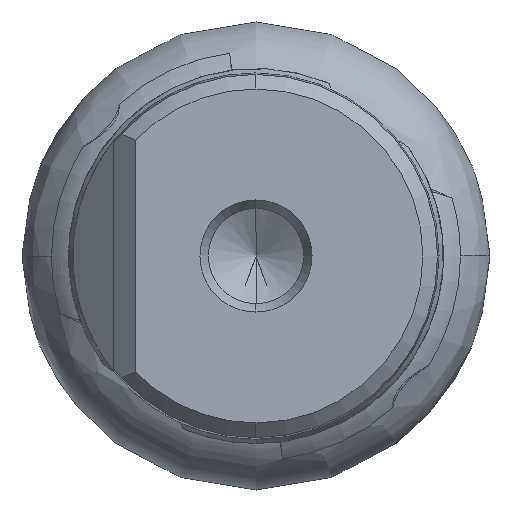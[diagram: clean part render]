
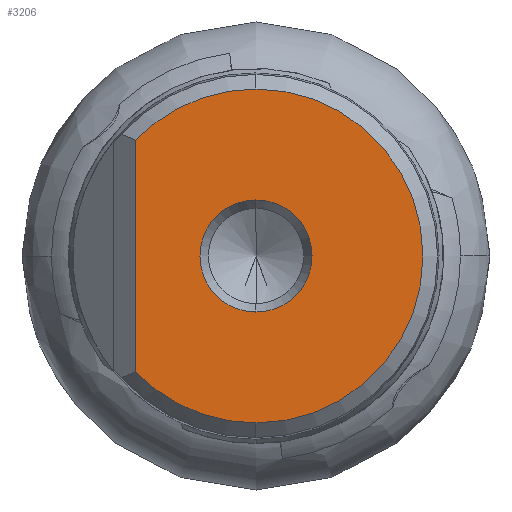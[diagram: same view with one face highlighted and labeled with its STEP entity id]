
A CAD part, left-side view. The second image highlights one B-rep face of the part: STEP entity #3206.
In plain terms, the highlighted planar face has unit normal (-1, 0, 0).
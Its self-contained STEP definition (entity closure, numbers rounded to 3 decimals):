
#308 = CARTESIAN_POINT ( 'NONE',  ( -98.75, 0., -3.827 ) ) ;
#495 = CARTESIAN_POINT ( 'NONE',  ( -98.75, 0., 11.4 ) ) ;
#521 = AXIS2_PLACEMENT_3D ( 'NONE', #3239, #3221, #1494 ) ;
#625 = CIRCLE ( 'NONE', #1163, 3.827 ) ;
#741 = EDGE_CURVE ( 'NONE', #2779, #3446, #625, .T. ) ;
#806 = ORIENTED_EDGE ( 'NONE', *, *, #860, .T. ) ;
#860 = EDGE_CURVE ( 'NONE', #3446, #2779, #1675, .T. ) ;
#908 = DIRECTION ( 'NONE',  ( 1., 0., 0. ) ) ;
#929 = CARTESIAN_POINT ( 'NONE',  ( -98.75, 8.2, 7.92 ) ) ;
#946 = EDGE_LOOP ( 'NONE', ( #3884, #806 ) ) ;
#1040 = VECTOR ( 'NONE', #4132, 1000. ) ;
#1163 = AXIS2_PLACEMENT_3D ( 'NONE', #1814, #2156, #2141 ) ;
#1264 = VERTEX_POINT ( 'NONE', #2911 ) ;
#1308 = CARTESIAN_POINT ( 'NONE',  ( -98.75, 0., 0. ) ) ;
#1452 = AXIS2_PLACEMENT_3D ( 'NONE', #2249, #908, #3627 ) ;
#1494 = DIRECTION ( 'NONE',  ( 0., 0., 1. ) ) ;
#1675 = CIRCLE ( 'NONE', #3189, 3.827 ) ;
#1759 = EDGE_CURVE ( 'NONE', #2197, #3386, #2362, .T. ) ;
#1806 = CARTESIAN_POINT ( 'NONE',  ( -98.75, 0., 0. ) ) ;
#1814 = CARTESIAN_POINT ( 'NONE',  ( -98.75, 0., 0. ) ) ;
#1997 = EDGE_CURVE ( 'NONE', #3386, #1264, #3414, .T. ) ;
#2141 = DIRECTION ( 'NONE',  ( 0., 0., -1. ) ) ;
#2156 = DIRECTION ( 'NONE',  ( 1., 0., 0. ) ) ;
#2197 = VERTEX_POINT ( 'NONE', #495 ) ;
#2201 = ORIENTED_EDGE ( 'NONE', *, *, #3586, .F. ) ;
#2249 = CARTESIAN_POINT ( 'NONE',  ( -98.75, 0., 0. ) ) ;
#2362 = CIRCLE ( 'NONE', #1452, 11.4 ) ;
#2486 = PLANE ( 'NONE',  #521 ) ;
#2604 = DIRECTION ( 'NONE',  ( 0., 0., -1. ) ) ;
#2779 = VERTEX_POINT ( 'NONE', #3266 ) ;
#2836 = CARTESIAN_POINT ( 'NONE',  ( -98.75, 0., -11.4 ) ) ;
#2911 = CARTESIAN_POINT ( 'NONE',  ( -98.75, 8.2, -7.92 ) ) ;
#2982 = LINE ( 'NONE', #3775, #1040 ) ;
#3010 = DIRECTION ( 'NONE',  ( 1., 0., 0. ) ) ;
#3189 = AXIS2_PLACEMENT_3D ( 'NONE', #1806, #3861, #3488 ) ;
#3206 = ADVANCED_FACE ( 'NONE', ( #3478, #3968 ), #2486, .T. ) ;
#3221 = DIRECTION ( 'NONE',  ( -1., 0., 0. ) ) ;
#3239 = CARTESIAN_POINT ( 'NONE',  ( -98.75, 11.4, 0. ) ) ;
#3266 = CARTESIAN_POINT ( 'NONE',  ( -98.75, 0., 3.827 ) ) ;
#3322 = EDGE_LOOP ( 'NONE', ( #2201, #3821, #3725, #3494 ) ) ;
#3335 = DIRECTION ( 'NONE',  ( 0., 0., -1. ) ) ;
#3383 = EDGE_CURVE ( 'NONE', #3541, #2197, #3536, .T. ) ;
#3386 = VERTEX_POINT ( 'NONE', #2836 ) ;
#3414 = CIRCLE ( 'NONE', #3856, 11.4 ) ;
#3446 = VERTEX_POINT ( 'NONE', #308 ) ;
#3478 = FACE_OUTER_BOUND ( 'NONE', #3322, .T. ) ;
#3488 = DIRECTION ( 'NONE',  ( 0., 0., -1. ) ) ;
#3494 = ORIENTED_EDGE ( 'NONE', *, *, #3383, .F. ) ;
#3536 = CIRCLE ( 'NONE', #4323, 11.4 ) ;
#3541 = VERTEX_POINT ( 'NONE', #929 ) ;
#3586 = EDGE_CURVE ( 'NONE', #1264, #3541, #2982, .T. ) ;
#3627 = DIRECTION ( 'NONE',  ( 0., 0., -1. ) ) ;
#3725 = ORIENTED_EDGE ( 'NONE', *, *, #1759, .F. ) ;
#3775 = CARTESIAN_POINT ( 'NONE',  ( -98.75, 8.2, -25. ) ) ;
#3821 = ORIENTED_EDGE ( 'NONE', *, *, #1997, .F. ) ;
#3856 = AXIS2_PLACEMENT_3D ( 'NONE', #4332, #4348, #2604 ) ;
#3861 = DIRECTION ( 'NONE',  ( 1., 0., 0. ) ) ;
#3884 = ORIENTED_EDGE ( 'NONE', *, *, #741, .T. ) ;
#3968 = FACE_BOUND ( 'NONE', #946, .T. ) ;
#4132 = DIRECTION ( 'NONE',  ( 0., 0., 1. ) ) ;
#4323 = AXIS2_PLACEMENT_3D ( 'NONE', #1308, #3010, #3335 ) ;
#4332 = CARTESIAN_POINT ( 'NONE',  ( -98.75, 0., 0. ) ) ;
#4348 = DIRECTION ( 'NONE',  ( 1., 0., 0. ) ) ;
